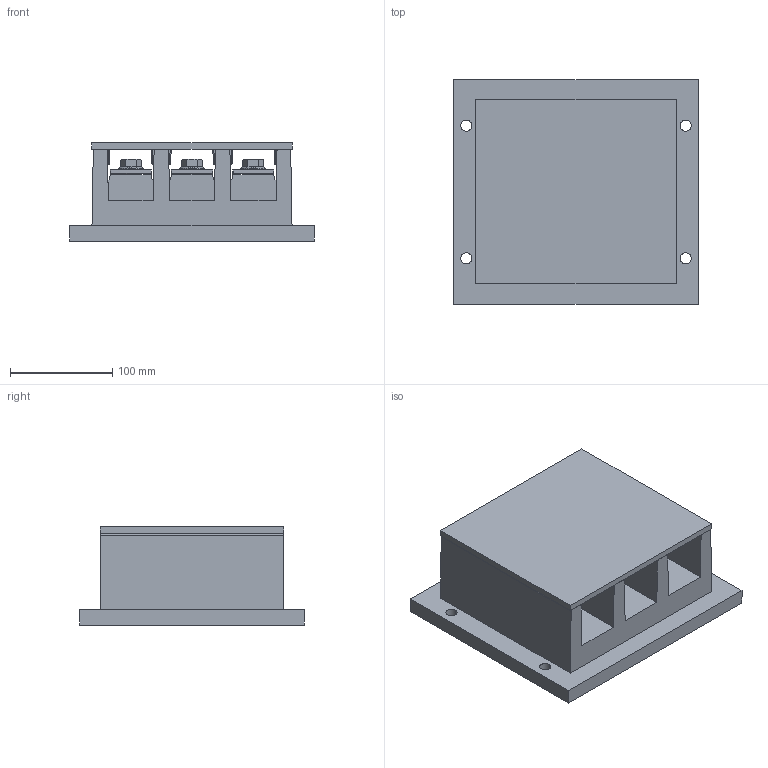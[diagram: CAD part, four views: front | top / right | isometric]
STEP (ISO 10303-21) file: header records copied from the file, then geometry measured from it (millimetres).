
FILE_DESCRIPTION(('CATIA V5 STEP Exchange','CAx-IF Rec.Pracs.--- Model Styling and Organization---1.5--- 2016-08-15','CAx-IF Rec.Pracs.---Supplemental Geometry---1.0---2011-11-01','CAx-IF Rec.Pracs.--- Composite Materials ---1.1---2010-07-15'),'2;1');
FILE_NAME ('333453-2_0', '2024-08-09T08:31:20+00:00', ('none'), ('Weidmueller'), 'CATIA Version 5-6 Release 2022 SP4 HF5', 'CATIA V5 STEP AP214 v3', 'none');
FILE_SCHEMA(('AUTOMOTIVE_DESIGN { 1 0 10303 214 1 1 1 1 }'));
Length unit declared in the file: millimetre
Products named in the file (1): 2496050000_64380_HV4000_3-M12 F
Bounding box: 240 x 220 x 96.1 mm (x, y, z)
Volume: 2718365.8 mm3; surface area: 315226 mm2
Topology: 1 solids, 13 shells, 600 faces, 1521 edges, 952 vertices
Faces by surface type: plane 209, cylinder 167, cone 160, sphere 28, bspline 24, torus 12
Entity records: 18698 total; most frequent: CARTESIAN_POINT 6002, ORIENTED_EDGE 2998, DIRECTION 1865, EDGE_CURVE 1499, VERTEX_POINT 952, AXIS2_PLACEMENT_3D 804, VECTOR 733, LINE 733
